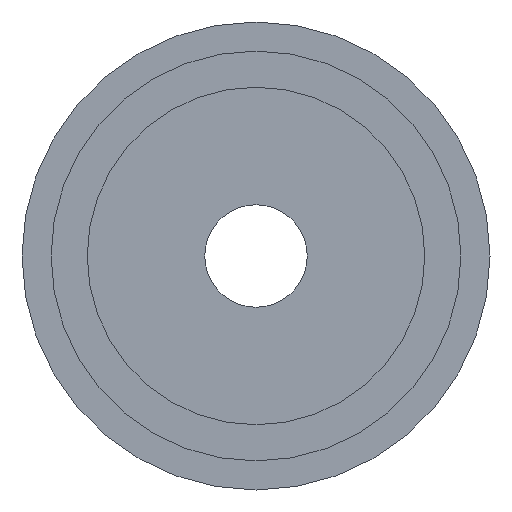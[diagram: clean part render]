
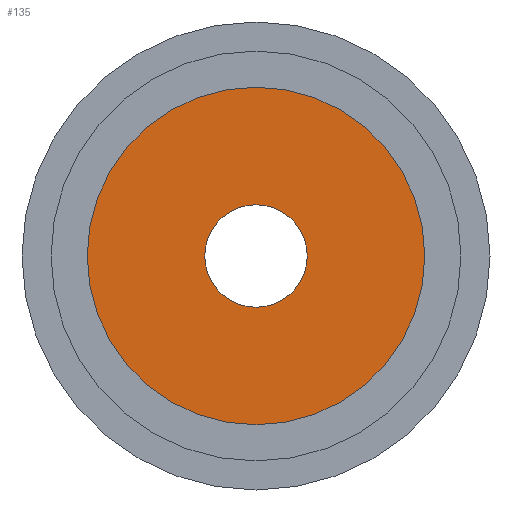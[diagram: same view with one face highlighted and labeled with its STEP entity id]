
A CAD part, left-side view. The second image highlights one B-rep face of the part: STEP entity #135.
In plain terms, the highlighted planar face has unit normal (-1, 0, 0).
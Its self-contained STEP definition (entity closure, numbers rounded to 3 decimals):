
#17=FACE_BOUND('',#43,.T.);
#22=PLANE('',#175);
#30=FACE_OUTER_BOUND('',#42,.T.);
#42=EDGE_LOOP('',(#111));
#43=EDGE_LOOP('',(#112));
#66=CIRCLE('',#174,3.175);
#67=CIRCLE('',#176,11.25);
#76=VERTEX_POINT('',#250);
#77=VERTEX_POINT('',#254);
#89=EDGE_CURVE('',#76,#76,#66,.T.);
#90=EDGE_CURVE('',#77,#77,#67,.T.);
#111=ORIENTED_EDGE('',*,*,#90,.F.);
#112=ORIENTED_EDGE('',*,*,#89,.T.);
#135=ADVANCED_FACE('',(#30,#17),#22,.T.);
#174=AXIS2_PLACEMENT_3D('',#252,#210,#211);
#175=AXIS2_PLACEMENT_3D('',#253,#212,#213);
#176=AXIS2_PLACEMENT_3D('',#255,#214,#215);
#210=DIRECTION('center_axis',(1.,0.,0.));
#211=DIRECTION('ref_axis',(0.,0.,-1.));
#212=DIRECTION('center_axis',(-1.,0.,0.));
#213=DIRECTION('ref_axis',(0.,0.,1.));
#214=DIRECTION('center_axis',(1.,0.,0.));
#215=DIRECTION('ref_axis',(0.,0.,-1.));
#250=CARTESIAN_POINT('',(-50.,-3.175,0.));
#252=CARTESIAN_POINT('Origin',(-50.,0.,0.));
#253=CARTESIAN_POINT('Origin',(-50.,11.25,0.));
#254=CARTESIAN_POINT('',(-50.,-11.25,0.));
#255=CARTESIAN_POINT('Origin',(-50.,0.,0.));
